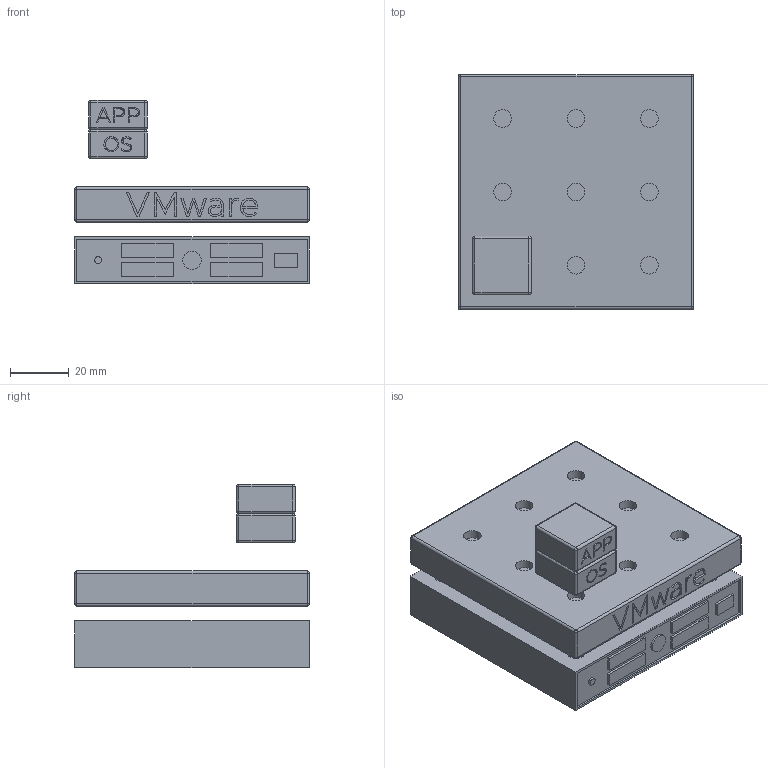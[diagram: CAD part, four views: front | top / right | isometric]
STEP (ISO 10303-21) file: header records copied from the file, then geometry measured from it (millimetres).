
FILE_DESCRIPTION(/* description */ (''),/* implementation_level */ '2;1');
FILE_NAME(/* name */ '80 mm Cluster.step',/* time_stamp */ '2021-11-24T09:38:59-05:00',/* author */ (''),/* organization */ (''),/* preprocessor_version */ 'ST-DEVELOPER v18.1',/* originating_system */ 'Autodesk Translation Framework v10.10.0.1391',/* authorisation */ '');
FILE_SCHEMA (('AUTOMOTIVE_DESIGN { 1 0 10303 214 3 1 1 }'));
Length unit declared in the file: millimetre
Products named in the file (4): 80 mm Cluster (1); Host (1); VMware (1); OS/App (1)
Assembly tree (3 placements, depth 2):
  80 mm Cluster (1)
    Host (1)
    VMware (1)
    OS/App (1)
Bounding box: 80 x 80 x 62.5 mm (x, y, z)
Volume: 184839.3 mm3; surface area: 39107.7 mm2
Topology: 4 solids, 4 shells, 364 faces, 867 edges, 554 vertices
Faces by surface type: plane 167, bspline 117, cylinder 56, sphere 24
Full cylindrical faces by diameter (mm): 2.4 x1, 6 x18, 6.236 x1
Entity records: 11614 total; most frequent: CARTESIAN_POINT 3781, ORIENTED_EDGE 1734, DIRECTION 1253, EDGE_CURVE 867, VERTEX_POINT 554, LINE 521, VECTOR 521, EDGE_LOOP 407
